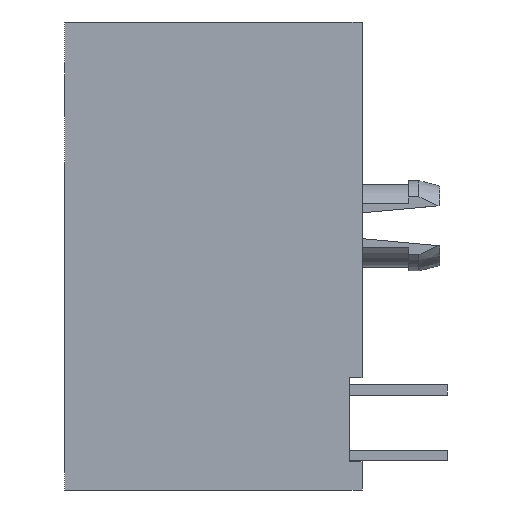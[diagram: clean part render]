
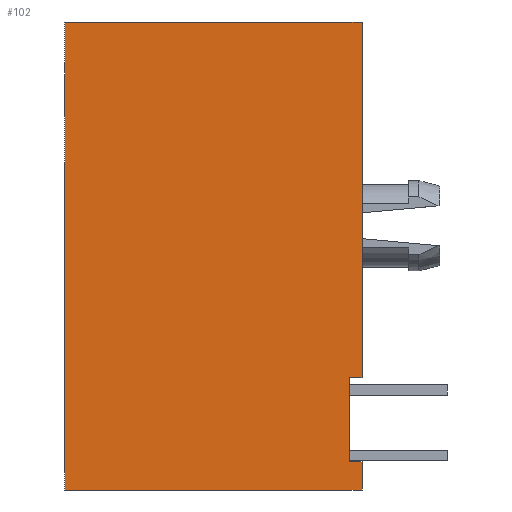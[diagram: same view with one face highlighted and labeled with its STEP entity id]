
A CAD part, left-side view. The second image highlights one B-rep face of the part: STEP entity #102.
In plain terms, the highlighted planar face has unit normal (-1, 0, 0).
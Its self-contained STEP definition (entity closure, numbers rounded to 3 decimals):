
#102=ADVANCED_FACE('',(#496),#497,.T.);
#496=FACE_OUTER_BOUND('',#1202,.T.);
#497=PLANE('',#1203);
#1202=EDGE_LOOP('',(#2228,#2229,#2230,#2231,#2232,#2233,#2234,#2235));
#1203=AXIS2_PLACEMENT_3D('',#2236,#2237,#2238);
#2228=ORIENTED_EDGE('',*,*,#5034,.T.);
#2229=ORIENTED_EDGE('',*,*,#4803,.F.);
#2230=ORIENTED_EDGE('',*,*,#4986,.T.);
#2231=ORIENTED_EDGE('',*,*,#5035,.T.);
#2232=ORIENTED_EDGE('',*,*,#5036,.T.);
#2233=ORIENTED_EDGE('',*,*,#5037,.T.);
#2234=ORIENTED_EDGE('',*,*,#5038,.T.);
#2235=ORIENTED_EDGE('',*,*,#5039,.F.);
#2236=CARTESIAN_POINT('',(-6.605,5.75,0.0));
#2237=DIRECTION('',(-1.0,0.0,0.0));
#2238=DIRECTION('',(0.0,0.0,1.0));
#4803=EDGE_CURVE('',#5829,#5831,#5832,.T.);
#4986=EDGE_CURVE('',#5829,#6161,#6163,.T.);
#5034=EDGE_CURVE('',#6255,#5831,#6256,.T.);
#5035=EDGE_CURVE('',#6161,#6257,#6258,.T.);
#5036=EDGE_CURVE('',#6257,#6259,#6260,.T.);
#5037=EDGE_CURVE('',#6259,#6261,#6262,.T.);
#5038=EDGE_CURVE('',#6261,#6263,#6264,.T.);
#5039=EDGE_CURVE('',#6255,#6263,#6265,.T.);
#5829=VERTEX_POINT('',#7443);
#5831=VERTEX_POINT('',#7446);
#5832=LINE('',#7447,#7448);
#6161=VERTEX_POINT('',#7958);
#6163=LINE('',#7961,#7962);
#6255=VERTEX_POINT('',#8095);
#6256=LINE('',#8096,#8097);
#6257=VERTEX_POINT('',#8098);
#6258=LINE('',#8099,#8100);
#6259=VERTEX_POINT('',#8101);
#6260=LINE('',#8102,#8103);
#6261=VERTEX_POINT('',#8104);
#6262=LINE('',#8105,#8106);
#6263=VERTEX_POINT('',#8107);
#6264=LINE('',#8108,#8109);
#6265=LINE('',#8110,#8111);
#7443=CARTESIAN_POINT('',(-6.605,5.75,0.0));
#7446=CARTESIAN_POINT('',(-6.605,-5.75,0.0));
#7447=CARTESIAN_POINT('',(-6.605,5.75,0.0));
#7448=VECTOR('',#9917,11.5);
#7958=CARTESIAN_POINT('',(-6.605,5.75,-18.1));
#7961=CARTESIAN_POINT('',(-6.605,5.75,0.0));
#7962=VECTOR('',#10100,18.1);
#8095=CARTESIAN_POINT('',(-6.605,-5.75,-13.75));
#8096=CARTESIAN_POINT('',(-6.605,-5.75,-13.75));
#8097=VECTOR('',#10160,13.75);
#8098=CARTESIAN_POINT('',(-6.605,-5.75,-18.1));
#8099=CARTESIAN_POINT('',(-6.605,5.75,-18.1));
#8100=VECTOR('',#10161,11.5);
#8101=CARTESIAN_POINT('',(-6.605,-5.75,-17.0));
#8102=CARTESIAN_POINT('',(-6.605,-5.75,-18.1));
#8103=VECTOR('',#10162,1.1);
#8104=CARTESIAN_POINT('',(-6.605,-5.25,-17.0));
#8105=CARTESIAN_POINT('',(-6.605,-5.75,-17.0));
#8106=VECTOR('',#10163,0.5);
#8107=CARTESIAN_POINT('',(-6.605,-5.25,-13.75));
#8108=CARTESIAN_POINT('',(-6.605,-5.25,-17.0));
#8109=VECTOR('',#10164,3.25);
#8110=CARTESIAN_POINT('',(-6.605,-5.75,-13.75));
#8111=VECTOR('',#10165,0.5);
#9917=DIRECTION('',(0.0,-1.0,0.0));
#10100=DIRECTION('',(0.0,0.0,-1.0));
#10160=DIRECTION('',(0.0,0.0,1.0));
#10161=DIRECTION('',(0.0,-1.0,0.0));
#10162=DIRECTION('',(0.0,0.0,1.0));
#10163=DIRECTION('',(0.0,1.0,0.0));
#10164=DIRECTION('',(0.0,0.0,1.0));
#10165=DIRECTION('',(0.0,1.0,0.0));
